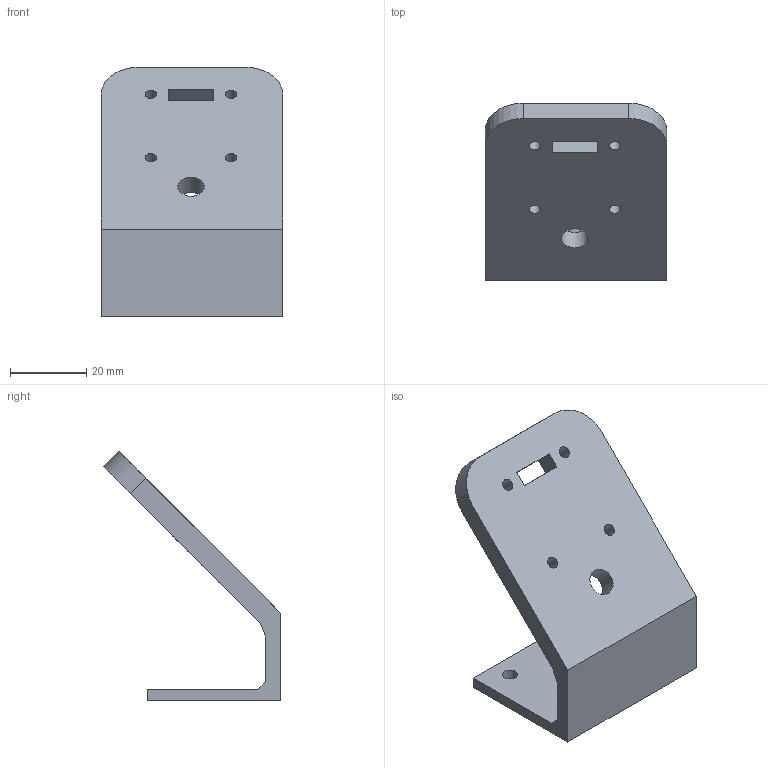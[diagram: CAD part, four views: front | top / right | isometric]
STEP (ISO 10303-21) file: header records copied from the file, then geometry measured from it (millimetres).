
FILE_DESCRIPTION(('STEP AP242'), '1');
FILE_NAME('èíòåðôåéñ', '', ('UNSPECIFIED'), ('UNSPECIFIED'), 'C3D Converter', 'C3D Toolkit', '');
FILE_SCHEMA(('AP242_MANAGED_MODEL_BASED_3D_ENGINEERING_MIM_LF { 1 0 10303 442 1 1 4 }'));
Length unit declared in the file: millimetre
Bounding box: 47.6 x 46.43 x 65.43 mm (x, y, z)
Volume: 23737 mm3; surface area: 12283.2 mm2
Topology: 1 solids, 1 shells, 26 faces, 72 edges, 48 vertices
Faces by surface type: plane 16, cylinder 10
Full cylindrical faces by diameter (mm): 3 x4, 4 x3, 7 x1
Entity records: 872 total; most frequent: CARTESIAN_POINT 139, DIRECTION 138, ORIENTED_EDGE 128, EDGE_CURVE 64, EDGE_LOOP 52, VERTEX_POINT 48, AXIS2_PLACEMENT_3D 47, LINE 44
